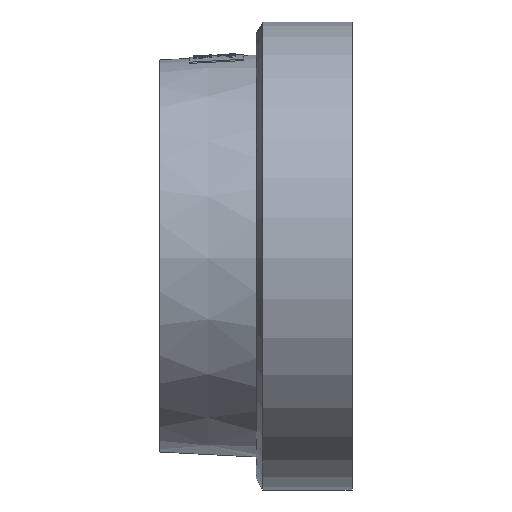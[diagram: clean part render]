
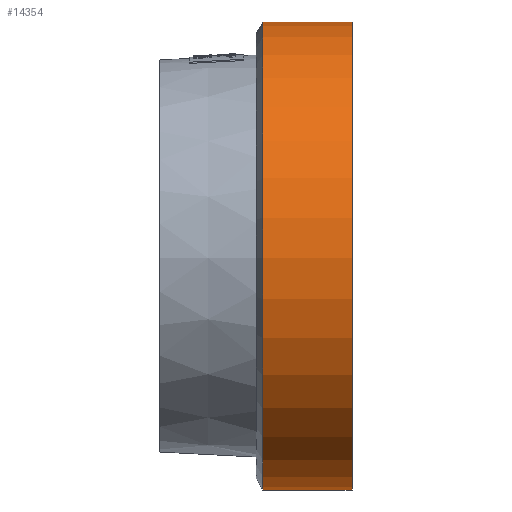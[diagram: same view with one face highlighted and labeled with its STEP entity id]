
A CAD part, left-side view. The second image highlights one B-rep face of the part: STEP entity #14354.
In plain terms, the highlighted cylindrical face has radius 19.5 mm (diameter 39 mm), a partial arc.
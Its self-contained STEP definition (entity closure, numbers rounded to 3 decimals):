
#1673 = EDGE_LOOP ( 'NONE', ( #2314, #2239, #2244, #2256 ) ) ;
#2026 = VERTEX_POINT ( 'NONE', #11290 ) ;
#2056 = VERTEX_POINT ( 'NONE', #11387 ) ;
#2065 = VERTEX_POINT ( 'NONE', #11377 ) ;
#2094 = VERTEX_POINT ( 'NONE', #11383 ) ;
#2239 = ORIENTED_EDGE ( 'NONE', *, *, #2861, .T. ) ;
#2244 = ORIENTED_EDGE ( 'NONE', *, *, #2834, .F. ) ;
#2256 = ORIENTED_EDGE ( 'NONE', *, *, #2884, .F. ) ;
#2314 = ORIENTED_EDGE ( 'NONE', *, *, #2878, .T. ) ;
#2834 = EDGE_CURVE ( 'NONE', #2026, #2094, #5907, .T. ) ;
#2861 = EDGE_CURVE ( 'NONE', #2065, #2094, #5899, .T. ) ;
#2878 = EDGE_CURVE ( 'NONE', #2056, #2065, #5957, .T. ) ;
#2884 = EDGE_CURVE ( 'NONE', #2056, #2026, #5971, .T. ) ;
#4567 = AXIS2_PLACEMENT_3D ( 'NONE', #5504, #5473, #5488 ) ;
#4582 = AXIS2_PLACEMENT_3D ( 'NONE', #5357, #5383, #5359 ) ;
#5357 = CARTESIAN_POINT ( 'NONE',  ( 0., 16., 0. ) ) ;
#5359 = DIRECTION ( 'NONE',  ( 0., 0., 1. ) ) ;
#5383 = DIRECTION ( 'NONE',  ( 0., 1., 0. ) ) ;
#5445 = DIRECTION ( 'NONE',  ( 0., 1., 0. ) ) ;
#5461 = CARTESIAN_POINT ( 'NONE',  ( 0., 75.473, -19.5 ) ) ;
#5473 = DIRECTION ( 'NONE',  ( 0., 1., 0. ) ) ;
#5488 = DIRECTION ( 'NONE',  ( 0., 0., 1. ) ) ;
#5504 = CARTESIAN_POINT ( 'NONE',  ( 0., 8.577, 0. ) ) ;
#5548 = CARTESIAN_POINT ( 'NONE',  ( 0., 75.473, 19.5 ) ) ;
#5554 = DIRECTION ( 'NONE',  ( 0., 1., 0. ) ) ;
#5899 = LINE ( 'NONE', #5461, #5936 ) ;
#5907 = CIRCLE ( 'NONE', #4582, 19.5 ) ;
#5936 = VECTOR ( 'NONE', #5445, 1000. ) ;
#5946 = VECTOR ( 'NONE', #5554, 1000. ) ;
#5957 = CIRCLE ( 'NONE', #4567, 19.5 ) ;
#5971 = LINE ( 'NONE', #5548, #5946 ) ;
#6649 = FACE_OUTER_BOUND ( 'NONE', #1673, .T. ) ;
#6652 = CYLINDRICAL_SURFACE ( 'NONE', #10328, 19.5 ) ;
#9566 = CARTESIAN_POINT ( 'NONE',  ( 0., 75.473, 0. ) ) ;
#9568 = DIRECTION ( 'NONE',  ( 0., 0., 1. ) ) ;
#9581 = DIRECTION ( 'NONE',  ( 0., 1., 0. ) ) ;
#10328 = AXIS2_PLACEMENT_3D ( 'NONE', #9566, #9581, #9568 ) ;
#11290 = CARTESIAN_POINT ( 'NONE',  ( 0., 16., 19.5 ) ) ;
#11377 = CARTESIAN_POINT ( 'NONE',  ( 0., 8.577, -19.5 ) ) ;
#11383 = CARTESIAN_POINT ( 'NONE',  ( 0., 16., -19.5 ) ) ;
#11387 = CARTESIAN_POINT ( 'NONE',  ( 0., 8.577, 19.5 ) ) ;
#14354 = ADVANCED_FACE ( 'NONE', ( #6649 ), #6652, .T. ) ;
